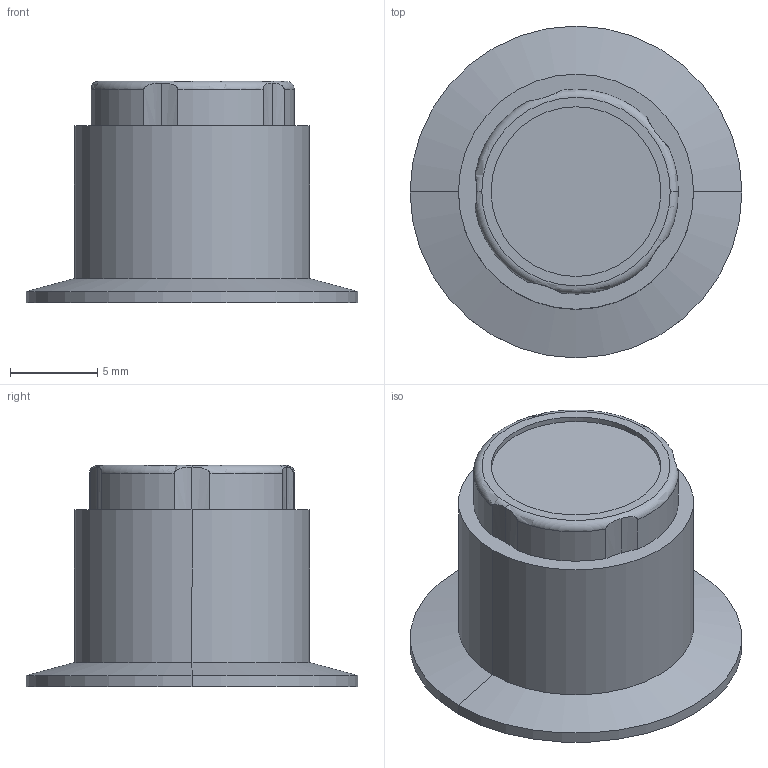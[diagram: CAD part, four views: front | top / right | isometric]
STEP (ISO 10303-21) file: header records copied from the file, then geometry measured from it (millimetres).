
FILE_DESCRIPTION(('starvars output'),'2;1');
FILE_NAME('cv20150211134944000018649.stp','13:49:44 2015/02/11',( 'Thomas Industrial Network Germany GmbH'),( 'Thomas Industrial Network Germany GmbH'),'unknown preprocess','ACIS' ,'unknown authorization');
FILE_SCHEMA(('AUTOMOTIVE_DESIGN_CC2 {UNKNOWN IMPLEMENTATION LEVEL}'));
Length unit declared in the file: millimetre
Products named in the file (1): PRODUCT_ID_1
Bounding box: 19.05 x 19.05 x 12.7 mm (x, y, z)
Volume: 1424.8 mm3; surface area: 1306.9 mm2
Topology: 1 solids, 1 shells, 36 faces, 84 edges, 54 vertices
Faces by surface type: cylinder 26, plane 6, cone 2, torus 2
Entity records: 1357 total; most frequent: CARTESIAN_POINT 286, ORIENTED_EDGE 168, DIRECTION 116, EDGE_CURVE 84, VERTEX_POINT 54, AXIS2_PLACEMENT_3D 44, EDGE_LOOP 40, FACE_BOUND 40
